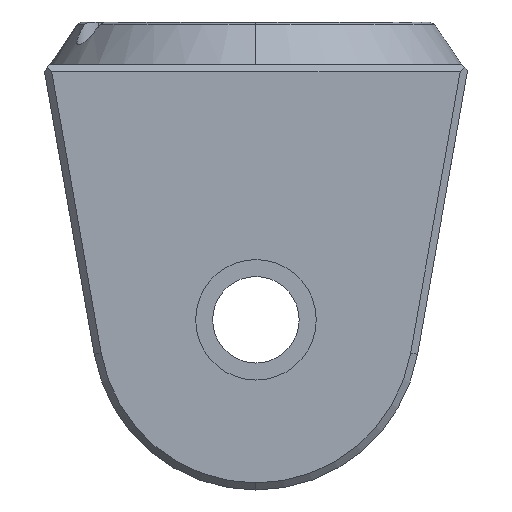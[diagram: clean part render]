
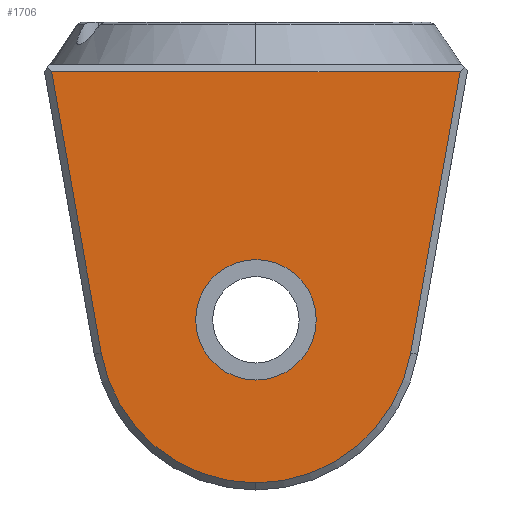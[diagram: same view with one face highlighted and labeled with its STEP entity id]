
A CAD part, left-side view. The second image highlights one B-rep face of the part: STEP entity #1706.
In plain terms, the highlighted planar face has unit normal (-1, 0, 0).
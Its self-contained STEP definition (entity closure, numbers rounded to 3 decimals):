
#13 = VERTEX_POINT ( 'NONE', #638 ) ;
#15 = CARTESIAN_POINT ( 'NONE',  ( -19., -14.508, 18.087 ) ) ;
#76 = AXIS2_PLACEMENT_3D ( 'NONE', #492, #1503, #644 ) ;
#107 = CARTESIAN_POINT ( 'NONE',  ( -19., 0., -11.5 ) ) ;
#110 = EDGE_CURVE ( 'NONE', #788, #13, #740, .T. ) ;
#127 = CIRCLE ( 'NONE', #76, 11.072 ) ;
#174 = CARTESIAN_POINT ( 'NONE',  ( -19., 10.904, -2.351 ) ) ;
#191 = AXIS2_PLACEMENT_3D ( 'NONE', #1728, #856, #1875 ) ;
#201 = CARTESIAN_POINT ( 'NONE',  ( -19., -10.904, -2.351 ) ) ;
#224 = EDGE_CURVE ( 'NONE', #13, #1799, #648, .T. ) ;
#232 = ORIENTED_EDGE ( 'NONE', *, *, #224, .T. ) ;
#257 = VECTOR ( 'NONE', #1029, 1000. ) ;
#329 = ORIENTED_EDGE ( 'NONE', *, *, #681, .T. ) ;
#335 = DIRECTION ( 'NONE',  ( -1., 0., 0. ) ) ;
#345 = DIRECTION ( 'NONE',  ( 0., 0., 1. ) ) ;
#355 = PLANE ( 'NONE',  #1784 ) ;
#400 = CIRCLE ( 'NONE', #191, 11.072 ) ;
#410 = DIRECTION ( 'NONE',  ( 0., -0.174, -0.985 ) ) ;
#421 = CARTESIAN_POINT ( 'NONE',  ( -19., 0., -4.25 ) ) ;
#471 = FACE_OUTER_BOUND ( 'NONE', #1335, .T. ) ;
#492 = CARTESIAN_POINT ( 'NONE',  ( -19., 0., -0.428 ) ) ;
#504 = EDGE_CURVE ( 'NONE', #666, #886, #1114, .T. ) ;
#531 = EDGE_CURVE ( 'NONE', #886, #666, #1365, .T. ) ;
#617 = LINE ( 'NONE', #1435, #1777 ) ;
#638 = CARTESIAN_POINT ( 'NONE',  ( -19., -14.404, 17.5 ) ) ;
#644 = DIRECTION ( 'NONE',  ( 0., 0., 1. ) ) ;
#648 = LINE ( 'NONE', #738, #257 ) ;
#653 = CARTESIAN_POINT ( 'NONE',  ( -19., 0., -0.428 ) ) ;
#666 = VERTEX_POINT ( 'NONE', #421 ) ;
#681 = EDGE_CURVE ( 'NONE', #1799, #1625, #617, .T. ) ;
#723 = VERTEX_POINT ( 'NONE', #107 ) ;
#738 = CARTESIAN_POINT ( 'NONE',  ( -19., 14.492, 17.5 ) ) ;
#740 = LINE ( 'NONE', #15, #1505 ) ;
#744 = EDGE_LOOP ( 'NONE', ( #1491, #1376 ) ) ;
#759 = EDGE_CURVE ( 'NONE', #723, #788, #127, .T. ) ;
#788 = VERTEX_POINT ( 'NONE', #201 ) ;
#827 = DIRECTION ( 'NONE',  ( 0., 0., 1. ) ) ;
#856 = DIRECTION ( 'NONE',  ( -1., 0., 0. ) ) ;
#886 = VERTEX_POINT ( 'NONE', #959 ) ;
#897 = DIRECTION ( 'NONE',  ( 0., -0.174, 0.985 ) ) ;
#959 = CARTESIAN_POINT ( 'NONE',  ( -19., 0., 4.25 ) ) ;
#983 = CARTESIAN_POINT ( 'NONE',  ( -19., 0., 0. ) ) ;
#1029 = DIRECTION ( 'NONE',  ( 0., 1., 0. ) ) ;
#1031 = EDGE_CURVE ( 'NONE', #1625, #723, #400, .T. ) ;
#1079 = DIRECTION ( 'NONE',  ( -1., 0., 0. ) ) ;
#1114 = CIRCLE ( 'NONE', #1235, 4.25 ) ;
#1127 = ORIENTED_EDGE ( 'NONE', *, *, #110, .T. ) ;
#1214 = DIRECTION ( 'NONE',  ( 0., 0., 1. ) ) ;
#1235 = AXIS2_PLACEMENT_3D ( 'NONE', #983, #1850, #827 ) ;
#1296 = FACE_BOUND ( 'NONE', #744, .T. ) ;
#1335 = EDGE_LOOP ( 'NONE', ( #1127, #232, #329, #1572, #1425 ) ) ;
#1349 = CARTESIAN_POINT ( 'NONE',  ( -19., 0., 0. ) ) ;
#1365 = CIRCLE ( 'NONE', #1615, 4.25 ) ;
#1376 = ORIENTED_EDGE ( 'NONE', *, *, #504, .F. ) ;
#1425 = ORIENTED_EDGE ( 'NONE', *, *, #759, .T. ) ;
#1435 = CARTESIAN_POINT ( 'NONE',  ( -19., 10.904, -2.351 ) ) ;
#1491 = ORIENTED_EDGE ( 'NONE', *, *, #531, .F. ) ;
#1503 = DIRECTION ( 'NONE',  ( -1., 0., 0. ) ) ;
#1505 = VECTOR ( 'NONE', #897, 1000. ) ;
#1572 = ORIENTED_EDGE ( 'NONE', *, *, #1031, .T. ) ;
#1615 = AXIS2_PLACEMENT_3D ( 'NONE', #1349, #335, #1214 ) ;
#1625 = VERTEX_POINT ( 'NONE', #174 ) ;
#1706 = ADVANCED_FACE ( 'NONE', ( #1296, #471 ), #355, .T. ) ;
#1728 = CARTESIAN_POINT ( 'NONE',  ( -19., 0., -0.428 ) ) ;
#1746 = CARTESIAN_POINT ( 'NONE',  ( -19., 14.404, 17.5 ) ) ;
#1777 = VECTOR ( 'NONE', #410, 1000. ) ;
#1784 = AXIS2_PLACEMENT_3D ( 'NONE', #653, #1079, #345 ) ;
#1799 = VERTEX_POINT ( 'NONE', #1746 ) ;
#1850 = DIRECTION ( 'NONE',  ( -1., 0., 0. ) ) ;
#1875 = DIRECTION ( 'NONE',  ( 0., 0., 1. ) ) ;
